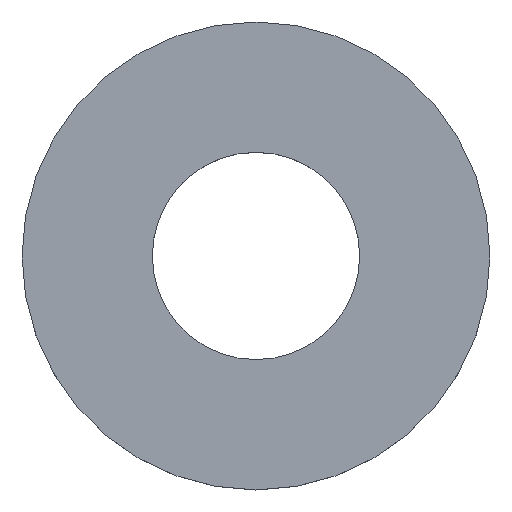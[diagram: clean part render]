
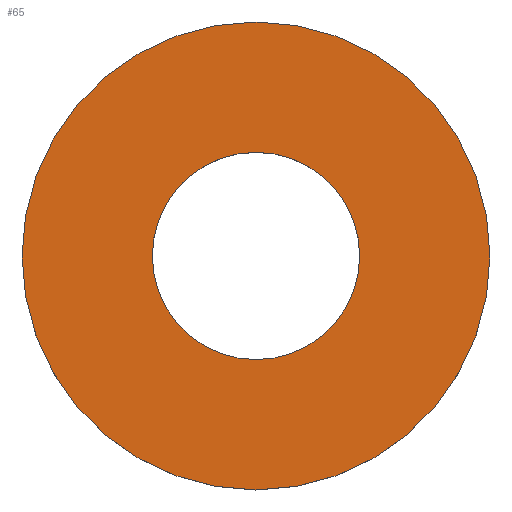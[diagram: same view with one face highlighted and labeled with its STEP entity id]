
A CAD part, top view. The second image highlights one B-rep face of the part: STEP entity #65.
In plain terms, the highlighted planar face has unit normal (0, 0, 1).
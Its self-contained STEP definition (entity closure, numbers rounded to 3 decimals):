
#61=EDGE_CURVE('',#101,#81,#133,.T.);
#65=ADVANCED_FACE('',(#138,#139),#140,.T.);
#69=EDGE_CURVE('',#93,#91,#144,.T.);
#71=EDGE_CURVE('',#91,#93,#146,.T.);
#81=VERTEX_POINT('',#156);
#87=EDGE_CURVE('',#81,#101,#163,.T.);
#91=VERTEX_POINT('',#167);
#93=VERTEX_POINT('',#169);
#101=VERTEX_POINT('',#179);
#133=CIRCLE('',#204,19.75);
#138=FACE_BOUND('',#209,.T.);
#139=FACE_OUTER_BOUND('',#210,.T.);
#140=PLANE('',#211);
#144=CIRCLE('',#216,8.75);
#146=CIRCLE('',#219,8.75);
#156=CARTESIAN_POINT('',(-19.75,0.0,4.0));
#163=CIRCLE('',#243,19.75);
#167=CARTESIAN_POINT('',(8.75,0.,4.0));
#169=CARTESIAN_POINT('',(-8.75,0.0,4.0));
#179=CARTESIAN_POINT('',(19.75,0.,4.0));
#204=AXIS2_PLACEMENT_3D('',#288,#289,#290);
#209=EDGE_LOOP('',(#300,#301));
#210=EDGE_LOOP('',(#302,#303));
#211=AXIS2_PLACEMENT_3D('',#304,#305,#306);
#216=AXIS2_PLACEMENT_3D('',#307,#308,#309);
#219=AXIS2_PLACEMENT_3D('',#310,#311,#312);
#243=AXIS2_PLACEMENT_3D('',#329,#330,#331);
#288=CARTESIAN_POINT('',(0.0,0.0,4.0));
#289=DIRECTION('',(0.0,0.0,-1.0));
#290=DIRECTION('',(-1.0,0.0,0.0));
#300=ORIENTED_EDGE('',*,*,#69,.T.);
#301=ORIENTED_EDGE('',*,*,#71,.T.);
#302=ORIENTED_EDGE('',*,*,#87,.F.);
#303=ORIENTED_EDGE('',*,*,#61,.F.);
#304=CARTESIAN_POINT('',(0.0,0.0,4.0));
#305=DIRECTION('',(0.0,0.0,1.0));
#306=DIRECTION('',(1.0,0.0,0.0));
#307=CARTESIAN_POINT('',(0.0,0.0,4.0));
#308=DIRECTION('',(0.0,0.0,-1.0));
#309=DIRECTION('',(1.0,0.0,0.0));
#310=CARTESIAN_POINT('',(0.0,0.0,4.0));
#311=DIRECTION('',(0.0,0.0,-1.0));
#312=DIRECTION('',(1.0,0.0,0.0));
#329=CARTESIAN_POINT('',(0.0,0.0,4.0));
#330=DIRECTION('',(0.0,0.0,-1.0));
#331=DIRECTION('',(-1.0,0.0,0.0));
